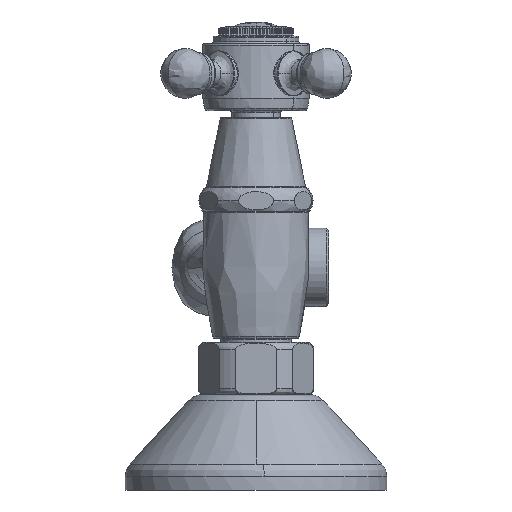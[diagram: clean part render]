
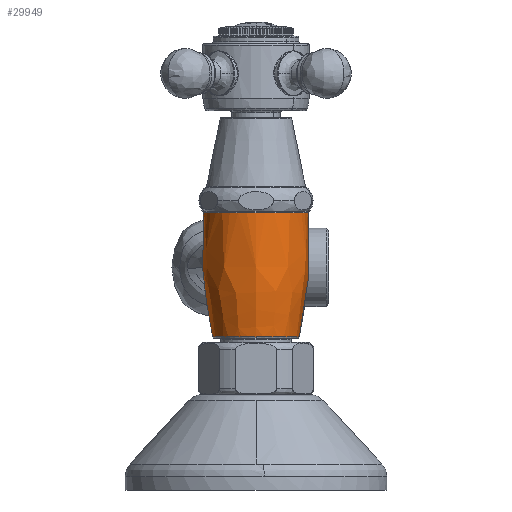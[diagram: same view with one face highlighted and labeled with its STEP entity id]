
A CAD part, left-side view. The second image highlights one B-rep face of the part: STEP entity #29949.
In plain terms, the highlighted free-form (B-spline) face has degree [3, 3] with [5, 4] control points.
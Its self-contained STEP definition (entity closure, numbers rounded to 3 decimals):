
#1053 = AXIS2_PLACEMENT_3D ( 'NONE', #20018, #57277, #87108 ) ;
#2868 = EDGE_CURVE ( 'NONE', #78475, #73883, #32176, .T. ) ;
#3200 = ORIENTED_EDGE ( 'NONE', *, *, #17175, .T. ) ;
#3398 = CARTESIAN_POINT ( 'NONE',  ( 75., 36.775, 9.673 ) ) ;
#5142 = CARTESIAN_POINT ( 'NONE',  ( 75., 10.923, -18.594 ) ) ;
#5207 = CARTESIAN_POINT ( 'NONE',  ( 103.049, 36.524, 14.526 ) ) ;
#5556 = CARTESIAN_POINT ( 'NONE',  ( 75., 36.775, 9.673 ) ) ;
#5957 = CIRCLE ( 'NONE', #26480, 11.577 ) ;
#6031 = B_SPLINE_CURVE_WITH_KNOTS ( 'NONE', 3,
 ( #10734, #63075, #48029, #70928, #48671 ),
 .UNSPECIFIED., .F., .F.,
 ( 4, 1, 4 ),
 ( 0.012, 0.437, 0.986 ),
 .UNSPECIFIED. ) ;
#8220 = DIRECTION ( 'NONE',  ( 1., 0., 0. ) ) ;
#10734 = CARTESIAN_POINT ( 'NONE',  ( 75., 8.476, 14.526 ) ) ;
#11462 = CIRCLE ( 'NONE', #48071, 11.577 ) ;
#12192 = AXIS2_PLACEMENT_3D ( 'NONE', #17758, #53763, #16451 ) ;
#15186 = EDGE_CURVE ( 'NONE', #28675, #47718, #11462, .T. ) ;
#16422 = CARTESIAN_POINT ( 'NONE',  ( 75., 8.476, 14.526 ) ) ;
#16451 = DIRECTION ( 'NONE',  ( 1., 0., 0. ) ) ;
#17175 = EDGE_CURVE ( 'NONE', #33446, #47718, #6031, .T. ) ;
#17758 = CARTESIAN_POINT ( 'NONE',  ( 75., 22.5, 14.526 ) ) ;
#20018 = CARTESIAN_POINT ( 'NONE',  ( 75., 22.5, 14.526 ) ) ;
#21305 = ORIENTED_EDGE ( 'NONE', *, *, #39559, .F. ) ;
#25027 = ORIENTED_EDGE ( 'NONE', *, *, #15186, .F. ) ;
#26092 = CARTESIAN_POINT ( 'NONE',  ( 75., 37.312, -1.453 ) ) ;
#26480 = AXIS2_PLACEMENT_3D ( 'NONE', #82551, #38057, #8220 ) ;
#27557 = CARTESIAN_POINT ( 'NONE',  ( 98.155, 10.923, -18.594 ) ) ;
#28198 = CARTESIAN_POINT ( 'NONE',  ( 75., 8.476, 14.526 ) ) ;
#28675 = VERTEX_POINT ( 'NONE', #51896 ) ;
#28840 = CARTESIAN_POINT ( 'NONE',  ( 75., 34.077, -18.594 ) ) ;
#29949 = ADVANCED_FACE ( 'NONE', ( #57187 ), #68184, .F. ) ;
#30573 = CARTESIAN_POINT ( 'NONE',  ( 89.024, 22.5, 14.526 ) ) ;
#32176 = CIRCLE ( 'NONE', #1053, 14.024 ) ;
#33446 = VERTEX_POINT ( 'NONE', #16422 ) ;
#33586 = CARTESIAN_POINT ( 'NONE',  ( 75., 36.524, 14.526 ) ) ;
#34428 = CARTESIAN_POINT ( 'NONE',  ( 98.155, 34.077, -18.594 ) ) ;
#35073 = CARTESIAN_POINT ( 'NONE',  ( 75., 35.255, -12.414 ) ) ;
#38057 = DIRECTION ( 'NONE',  ( 0., 0., -1. ) ) ;
#38974 = CARTESIAN_POINT ( 'NONE',  ( 75., 22.5, -18.594 ) ) ;
#39559 = EDGE_CURVE ( 'NONE', #33446, #78475, #43644, .T. ) ;
#41116 = CARTESIAN_POINT ( 'NONE',  ( 75., 34.077, -18.594 ) ) ;
#41938 = CARTESIAN_POINT ( 'NONE',  ( 100.51, 9.745, -12.414 ) ) ;
#42257 = CARTESIAN_POINT ( 'NONE',  ( 104.624, 37.312, -1.453 ) ) ;
#42581 = CARTESIAN_POINT ( 'NONE',  ( 103.549, 8.225, 9.673 ) ) ;
#42906 = CARTESIAN_POINT ( 'NONE',  ( 75., 9.745, -12.414 ) ) ;
#43223 = CARTESIAN_POINT ( 'NONE',  ( 75., 8.225, 9.673 ) ) ;
#43644 = CIRCLE ( 'NONE', #12192, 14.024 ) ;
#47718 = VERTEX_POINT ( 'NONE', #5142 ) ;
#48029 = CARTESIAN_POINT ( 'NONE',  ( 75., 7.688, -1.453 ) ) ;
#48071 = AXIS2_PLACEMENT_3D ( 'NONE', #38974, #60836, #68396 ) ;
#48671 = CARTESIAN_POINT ( 'NONE',  ( 75., 10.923, -18.594 ) ) ;
#50749 = CARTESIAN_POINT ( 'NONE',  ( 75., 34.077, -18.594 ) ) ;
#51043 = B_SPLINE_CURVE_WITH_KNOTS ( 'NONE', 3,
 ( #41116, #93506, #26092, #3398, #33586 ),
 .UNSPECIFIED., .F., .F.,
 ( 4, 1, 4 ),
 ( 0.012, 0.561, 0.986 ),
 .UNSPECIFIED. ) ;
#51896 = CARTESIAN_POINT ( 'NONE',  ( 86.577, 22.5, -18.594 ) ) ;
#53763 = DIRECTION ( 'NONE',  ( 0., 0., 1. ) ) ;
#57187 = FACE_OUTER_BOUND ( 'NONE', #77498, .T. ) ;
#57277 = DIRECTION ( 'NONE',  ( 0., 0., 1. ) ) ;
#60836 = DIRECTION ( 'NONE',  ( 0., 0., -1. ) ) ;
#63075 = CARTESIAN_POINT ( 'NONE',  ( 75., 8.225, 9.673 ) ) ;
#64495 = CARTESIAN_POINT ( 'NONE',  ( 75., 10.923, -18.594 ) ) ;
#65240 = VERTEX_POINT ( 'NONE', #28840 ) ;
#68184 =( BOUNDED_SURFACE ( )  B_SPLINE_SURFACE ( 3, 3, ( 
 ( #64495, #27557, #34428, #50749 ),
 ( #42906, #41938, #79915, #35073 ),
 ( #94326, #87102, #42257, #87431 ),
 ( #43223, #42581, #94972, #5556 ),
 ( #28198, #72694, #5207, #95301 ) ),
 .UNSPECIFIED., .F., .F., .F. ) 
 B_SPLINE_SURFACE_WITH_KNOTS ( ( 4, 1, 4 ),
 ( 4, 4 ),
 ( 0.012, 0.561, 0.986 ),
 ( 0., 1. ),
 .UNSPECIFIED. ) 
 GEOMETRIC_REPRESENTATION_ITEM ( )  RATIONAL_B_SPLINE_SURFACE ( (
 ( 1., 0.333, 0.333, 1.),
 ( 1., 0.333, 0.333, 1.),
 ( 1., 0.333, 0.333, 1.),
 ( 1., 0.333, 0.333, 1.),
 ( 1., 0.333, 0.333, 1.) ) ) 
 REPRESENTATION_ITEM ( '' )  SURFACE ( )  );
#68396 = DIRECTION ( 'NONE',  ( 1., 0., 0. ) ) ;
#70928 = CARTESIAN_POINT ( 'NONE',  ( 75., 9.745, -12.414 ) ) ;
#71088 = EDGE_CURVE ( 'NONE', #65240, #28675, #5957, .T. ) ;
#72694 = CARTESIAN_POINT ( 'NONE',  ( 103.049, 8.476, 14.526 ) ) ;
#73883 = VERTEX_POINT ( 'NONE', #73937 ) ;
#73937 = CARTESIAN_POINT ( 'NONE',  ( 75., 36.524, 14.526 ) ) ;
#77498 = EDGE_LOOP ( 'NONE', ( #92267, #87721, #92359, #21305, #3200, #25027 ) ) ;
#78475 = VERTEX_POINT ( 'NONE', #30573 ) ;
#79915 = CARTESIAN_POINT ( 'NONE',  ( 100.51, 35.255, -12.414 ) ) ;
#82551 = CARTESIAN_POINT ( 'NONE',  ( 75., 22.5, -18.594 ) ) ;
#87102 = CARTESIAN_POINT ( 'NONE',  ( 104.624, 7.688, -1.453 ) ) ;
#87108 = DIRECTION ( 'NONE',  ( 1., 0., 0. ) ) ;
#87431 = CARTESIAN_POINT ( 'NONE',  ( 75., 37.312, -1.453 ) ) ;
#87721 = ORIENTED_EDGE ( 'NONE', *, *, #96650, .T. ) ;
#92267 = ORIENTED_EDGE ( 'NONE', *, *, #71088, .F. ) ;
#92359 = ORIENTED_EDGE ( 'NONE', *, *, #2868, .F. ) ;
#93506 = CARTESIAN_POINT ( 'NONE',  ( 75., 35.255, -12.414 ) ) ;
#94326 = CARTESIAN_POINT ( 'NONE',  ( 75., 7.688, -1.453 ) ) ;
#94972 = CARTESIAN_POINT ( 'NONE',  ( 103.549, 36.775, 9.673 ) ) ;
#95301 = CARTESIAN_POINT ( 'NONE',  ( 75., 36.524, 14.526 ) ) ;
#96650 = EDGE_CURVE ( 'NONE', #65240, #73883, #51043, .T. ) ;
